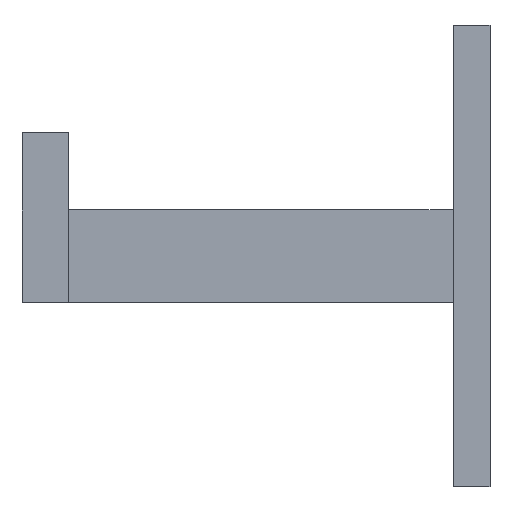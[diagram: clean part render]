
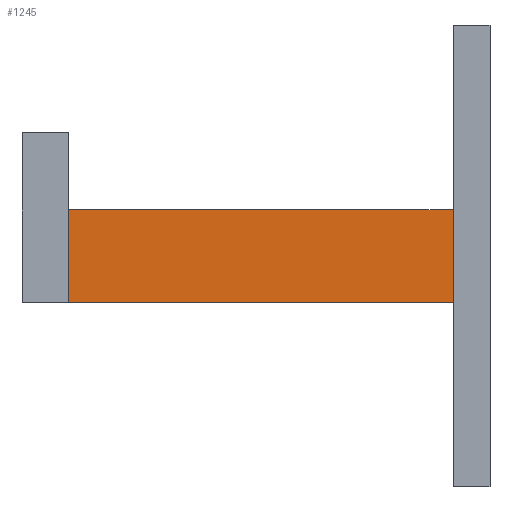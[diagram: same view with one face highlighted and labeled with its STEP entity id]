
A CAD part, front view. The second image highlights one B-rep face of the part: STEP entity #1245.
In plain terms, the highlighted planar face has unit normal (0, -1, 0).
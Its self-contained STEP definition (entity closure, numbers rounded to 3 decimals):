
#13 = LINE ( 'NONE', #470, #318 ) ;
#53 = CARTESIAN_POINT ( 'NONE',  ( 15.5, -20., 1.5 ) ) ;
#135 = EDGE_CURVE ( 'NONE', #192, #1066, #524, .T. ) ;
#158 = ORIENTED_EDGE ( 'NONE', *, *, #1121, .F. ) ;
#167 = EDGE_CURVE ( 'NONE', #351, #592, #1042, .T. ) ;
#192 = VERTEX_POINT ( 'NONE', #972 ) ;
#197 = DIRECTION ( 'NONE',  ( 0., 0., 1. ) ) ;
#232 = VECTOR ( 'NONE', #427, 1000. ) ;
#285 = CARTESIAN_POINT ( 'NONE',  ( 15.5, -20., -1.5 ) ) ;
#318 = VECTOR ( 'NONE', #197, 1000. ) ;
#351 = VERTEX_POINT ( 'NONE', #796 ) ;
#362 = ORIENTED_EDGE ( 'NONE', *, *, #167, .F. ) ;
#392 = CARTESIAN_POINT ( 'NONE',  ( 15.5, -20., -1.5 ) ) ;
#398 = PLANE ( 'NONE',  #913 ) ;
#427 = DIRECTION ( 'NONE',  ( -1., 0., 0. ) ) ;
#470 = CARTESIAN_POINT ( 'NONE',  ( 3., -20., -1.5 ) ) ;
#471 = DIRECTION ( 'NONE',  ( 0., 0., 1. ) ) ;
#477 = CARTESIAN_POINT ( 'NONE',  ( 15.5, -20., -1.5 ) ) ;
#492 = DIRECTION ( 'NONE',  ( 0., 0., 1. ) ) ;
#524 = LINE ( 'NONE', #53, #232 ) ;
#537 = EDGE_CURVE ( 'NONE', #351, #192, #1240, .T. ) ;
#592 = VERTEX_POINT ( 'NONE', #1177 ) ;
#664 = DIRECTION ( 'NONE',  ( -1., 0., 0. ) ) ;
#697 = FACE_OUTER_BOUND ( 'NONE', #1140, .T. ) ;
#787 = DIRECTION ( 'NONE',  ( 0., 1., 0. ) ) ;
#796 = CARTESIAN_POINT ( 'NONE',  ( 15.5, -20., -1.5 ) ) ;
#913 = AXIS2_PLACEMENT_3D ( 'NONE', #392, #787, #492 ) ;
#972 = CARTESIAN_POINT ( 'NONE',  ( 15.5, -20., 1.5 ) ) ;
#982 = VECTOR ( 'NONE', #664, 1000. ) ;
#988 = VECTOR ( 'NONE', #471, 1000. ) ;
#1042 = LINE ( 'NONE', #285, #982 ) ;
#1066 = VERTEX_POINT ( 'NONE', #1210 ) ;
#1121 = EDGE_CURVE ( 'NONE', #592, #1066, #13, .T. ) ;
#1140 = EDGE_LOOP ( 'NONE', ( #158, #362, #1229, #1256 ) ) ;
#1177 = CARTESIAN_POINT ( 'NONE',  ( 3., -20., -1.5 ) ) ;
#1210 = CARTESIAN_POINT ( 'NONE',  ( 3., -20., 1.5 ) ) ;
#1229 = ORIENTED_EDGE ( 'NONE', *, *, #537, .T. ) ;
#1240 = LINE ( 'NONE', #477, #988 ) ;
#1245 = ADVANCED_FACE ( 'NONE', ( #697 ), #398, .F. ) ;
#1256 = ORIENTED_EDGE ( 'NONE', *, *, #135, .T. ) ;
